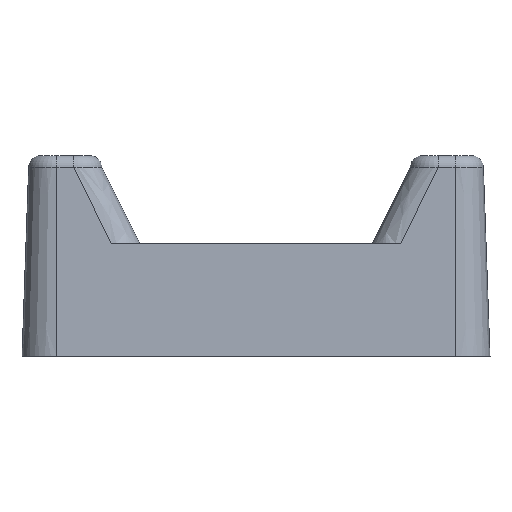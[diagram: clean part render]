
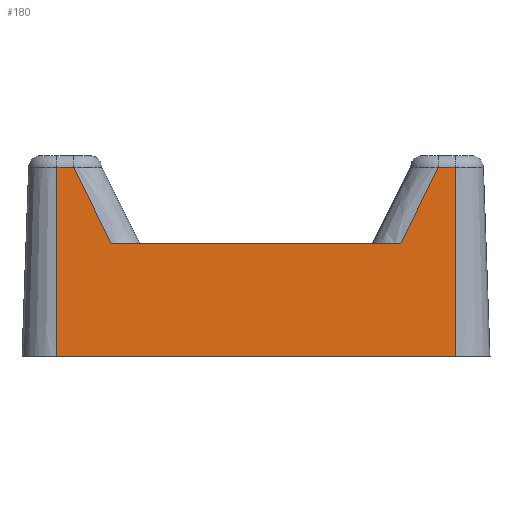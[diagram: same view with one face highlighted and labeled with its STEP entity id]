
A CAD part, front view. The second image highlights one B-rep face of the part: STEP entity #180.
In plain terms, the highlighted planar face has unit normal (0, -0.999, 0.035).
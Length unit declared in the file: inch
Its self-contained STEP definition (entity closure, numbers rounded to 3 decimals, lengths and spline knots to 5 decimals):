
#180=ADVANCED_FACE('',(#298),#249,.F.);
#249=PLANE('',#1454);
#298=FACE_OUTER_BOUND('',#371,.T.);
#371=EDGE_LOOP('',(#600,#601,#602,#603,#604,#605,#606,#607));
#600=ORIENTED_EDGE('',*,*,#1061,.F.);
#601=ORIENTED_EDGE('',*,*,#1047,.T.);
#602=ORIENTED_EDGE('',*,*,#1014,.T.);
#603=ORIENTED_EDGE('',*,*,#1064,.F.);
#604=ORIENTED_EDGE('',*,*,#1065,.T.);
#605=ORIENTED_EDGE('',*,*,#1066,.F.);
#606=ORIENTED_EDGE('',*,*,#981,.F.);
#607=ORIENTED_EDGE('',*,*,#1067,.T.);
#862=VERTEX_POINT('',#1934);
#863=VERTEX_POINT('',#1936);
#895=VERTEX_POINT('',#2055);
#896=VERTEX_POINT('',#2057);
#914=VERTEX_POINT('',#2147);
#924=VERTEX_POINT('',#2175);
#925=VERTEX_POINT('',#2181);
#926=VERTEX_POINT('',#2183);
#981=EDGE_CURVE('',#862,#863,#1169,.T.);
#1014=EDGE_CURVE('',#896,#895,#1192,.T.);
#1047=EDGE_CURVE('',#914,#896,#1220,.T.);
#1061=EDGE_CURVE('',#914,#924,#1227,.T.);
#1064=EDGE_CURVE('',#925,#895,#1229,.T.);
#1065=EDGE_CURVE('',#925,#926,#1230,.T.);
#1066=EDGE_CURVE('',#863,#926,#1231,.T.);
#1067=EDGE_CURVE('',#862,#924,#1232,.T.);
#1169=LINE('',#1935,#1290);
#1192=LINE('',#2056,#1313);
#1220=LINE('',#2146,#1342);
#1227=LINE('',#2174,#1350);
#1229=LINE('',#2180,#1352);
#1230=LINE('',#2182,#1353);
#1231=LINE('',#2184,#1354);
#1232=LINE('',#2185,#1355);
#1290=VECTOR('',#1550,1.);
#1313=VECTOR('',#1589,1.);
#1342=VECTOR('',#1644,1.);
#1350=VECTOR('',#1674,1.);
#1352=VECTOR('',#1682,1.);
#1353=VECTOR('',#1683,1.);
#1354=VECTOR('',#1684,1.);
#1355=VECTOR('',#1685,1.);
#1454=AXIS2_PLACEMENT_3D('',#2186,#1686,#1687);
#1550=DIRECTION('',(-1.,0.,0.));
#1589=DIRECTION('',(-1.,0.,0.));
#1644=DIRECTION('',(-0.446,-0.031,-0.894));
#1674=DIRECTION('',(1.,0.,0.));
#1682=DIRECTION('',(0.446,-0.031,-0.894));
#1683=DIRECTION('',(-1.,0.,0.));
#1684=DIRECTION('',(0.,0.035,0.999));
#1685=DIRECTION('',(0.,0.035,0.999));
#1686=DIRECTION('',(0.,0.999,-0.035));
#1687=DIRECTION('',(0.,0.035,0.999));
#1934=CARTESIAN_POINT('',(0.26797,-0.21,0.));
#1935=CARTESIAN_POINT('',(0.26797,-0.21,0.));
#1936=CARTESIAN_POINT('',(-0.26797,-0.21,0.));
#2055=CARTESIAN_POINT('',(-0.19451,-0.20469,0.152));
#2056=CARTESIAN_POINT('',(-0.20395,-0.20469,0.152));
#2057=CARTESIAN_POINT('',(0.19451,-0.20469,0.152));
#2146=CARTESIAN_POINT('',(0.24564,-0.20111,0.25456));
#2147=CARTESIAN_POINT('',(0.24564,-0.20111,0.25456));
#2174=CARTESIAN_POINT('',(0.13399,-0.20111,0.25456));
#2175=CARTESIAN_POINT('',(0.26797,-0.20111,0.25456));
#2180=CARTESIAN_POINT('',(-0.24564,-0.20111,0.25456));
#2181=CARTESIAN_POINT('',(-0.24564,-0.20111,0.25456));
#2182=CARTESIAN_POINT('',(-0.13399,-0.20111,0.25456));
#2183=CARTESIAN_POINT('',(-0.26797,-0.20111,0.25456));
#2184=CARTESIAN_POINT('',(-0.26797,-0.20994,0.00164));
#2185=CARTESIAN_POINT('',(0.26797,-0.20994,0.00164));
#2186=CARTESIAN_POINT('',(0.23401,-0.2029,0.20328));
